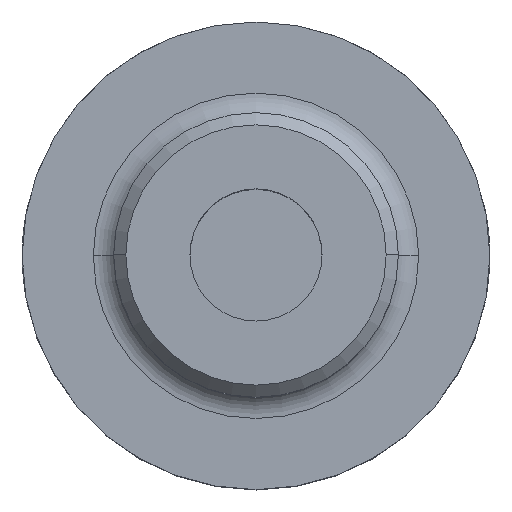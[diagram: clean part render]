
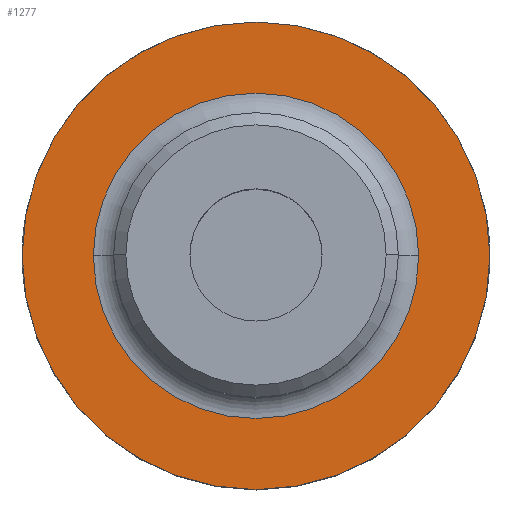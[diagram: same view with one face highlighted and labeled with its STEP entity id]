
A CAD part, top view. The second image highlights one B-rep face of the part: STEP entity #1277.
In plain terms, the highlighted planar face has unit normal (0, 0, 1).
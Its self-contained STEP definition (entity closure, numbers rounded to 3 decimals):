
#63 = EDGE_CURVE ( 'NONE', #1365, #811, #1583, .T. ) ;
#95 = ORIENTED_EDGE ( 'NONE', *, *, #1447, .F. ) ;
#165 = CIRCLE ( 'NONE', #285, 16. ) ;
#263 = CARTESIAN_POINT ( 'NONE',  ( 23., 0., 22. ) ) ;
#270 = CARTESIAN_POINT ( 'NONE',  ( 0., 0., 22. ) ) ;
#285 = AXIS2_PLACEMENT_3D ( 'NONE', #1005, #1140, #1162 ) ;
#358 = CIRCLE ( 'NONE', #1792, 23. ) ;
#400 = CARTESIAN_POINT ( 'NONE',  ( -16., 0., 22. ) ) ;
#437 = FACE_BOUND ( 'NONE', #1542, .T. ) ;
#442 = VERTEX_POINT ( 'NONE', #263 ) ;
#497 = DIRECTION ( 'NONE',  ( -1., 0., 0. ) ) ;
#530 = CIRCLE ( 'NONE', #736, 23. ) ;
#558 = DIRECTION ( 'NONE',  ( 0., 0., -1. ) ) ;
#605 = PLANE ( 'NONE',  #1061 ) ;
#736 = AXIS2_PLACEMENT_3D ( 'NONE', #1502, #1356, #497 ) ;
#804 = FACE_OUTER_BOUND ( 'NONE', #1175, .T. ) ;
#811 = VERTEX_POINT ( 'NONE', #1199 ) ;
#844 = DIRECTION ( 'NONE',  ( -1., 0., 0. ) ) ;
#1005 = CARTESIAN_POINT ( 'NONE',  ( 0., 0., 22. ) ) ;
#1025 = CARTESIAN_POINT ( 'NONE',  ( 0., 0., 22. ) ) ;
#1039 = DIRECTION ( 'NONE',  ( 0., 0., -1. ) ) ;
#1061 = AXIS2_PLACEMENT_3D ( 'NONE', #1025, #1039, #1785 ) ;
#1078 = ORIENTED_EDGE ( 'NONE', *, *, #63, .T. ) ;
#1140 = DIRECTION ( 'NONE',  ( 0., 0., -1. ) ) ;
#1162 = DIRECTION ( 'NONE',  ( -1., 0., 0. ) ) ;
#1175 = EDGE_LOOP ( 'NONE', ( #1745, #95 ) ) ;
#1199 = CARTESIAN_POINT ( 'NONE',  ( 16., 0., 22. ) ) ;
#1277 = ADVANCED_FACE ( 'NONE', ( #437, #804 ), #605, .F. ) ;
#1315 = ORIENTED_EDGE ( 'NONE', *, *, #1789, .T. ) ;
#1316 = VERTEX_POINT ( 'NONE', #1712 ) ;
#1330 = AXIS2_PLACEMENT_3D ( 'NONE', #1571, #1853, #1842 ) ;
#1356 = DIRECTION ( 'NONE',  ( 0., 0., -1. ) ) ;
#1365 = VERTEX_POINT ( 'NONE', #400 ) ;
#1447 = EDGE_CURVE ( 'NONE', #442, #1316, #530, .T. ) ;
#1502 = CARTESIAN_POINT ( 'NONE',  ( 0., 0., 22. ) ) ;
#1542 = EDGE_LOOP ( 'NONE', ( #1078, #1315 ) ) ;
#1571 = CARTESIAN_POINT ( 'NONE',  ( 0., 0., 22. ) ) ;
#1583 = CIRCLE ( 'NONE', #1330, 16. ) ;
#1653 = EDGE_CURVE ( 'NONE', #1316, #442, #358, .T. ) ;
#1712 = CARTESIAN_POINT ( 'NONE',  ( -23., 0., 22. ) ) ;
#1745 = ORIENTED_EDGE ( 'NONE', *, *, #1653, .F. ) ;
#1785 = DIRECTION ( 'NONE',  ( -1., 0., 0. ) ) ;
#1789 = EDGE_CURVE ( 'NONE', #811, #1365, #165, .T. ) ;
#1792 = AXIS2_PLACEMENT_3D ( 'NONE', #270, #558, #844 ) ;
#1842 = DIRECTION ( 'NONE',  ( -1., 0., 0. ) ) ;
#1853 = DIRECTION ( 'NONE',  ( 0., 0., -1. ) ) ;
